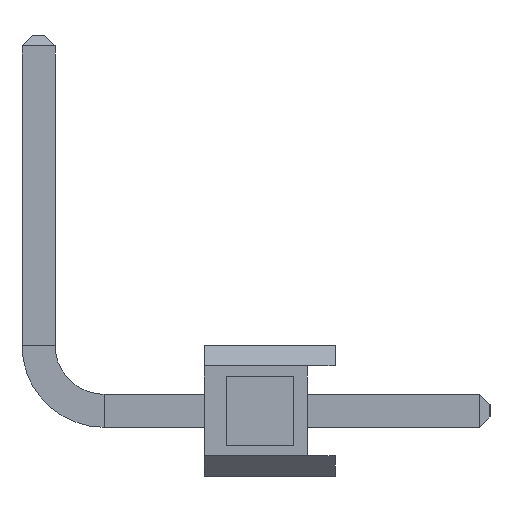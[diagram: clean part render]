
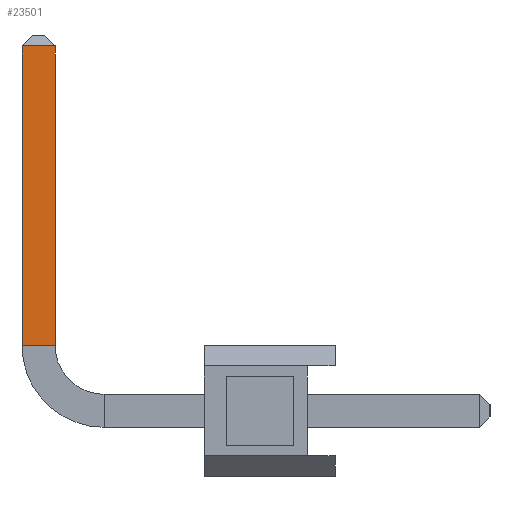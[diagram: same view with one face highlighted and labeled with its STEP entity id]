
A CAD part, left-side view. The second image highlights one B-rep face of the part: STEP entity #23501.
In plain terms, the highlighted planar face has unit normal (-1, 0, 0).
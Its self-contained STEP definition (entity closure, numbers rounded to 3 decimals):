
#1398 = DIRECTION ( 'NONE',  ( -1., 0., 0. ) ) ;
#2283 = VECTOR ( 'NONE', #17488, 1000. ) ;
#2527 = VECTOR ( 'NONE', #15611, 1000. ) ;
#3076 = VECTOR ( 'NONE', #24810, 1000. ) ;
#3495 = PLANE ( 'NONE',  #15444 ) ;
#3597 = CARTESIAN_POINT ( 'NONE',  ( -0.32, 6.07, 7.07 ) ) ;
#4091 = DIRECTION ( 'NONE',  ( 0., -1., 0. ) ) ;
#4448 = CARTESIAN_POINT ( 'NONE',  ( -0.32, 6.07, 7.07 ) ) ;
#4567 = VERTEX_POINT ( 'NONE', #4448 ) ;
#7531 = CARTESIAN_POINT ( 'NONE',  ( -0.32, 6.07, 1.27 ) ) ;
#9288 = ORIENTED_EDGE ( 'NONE', *, *, #30731, .T. ) ;
#9386 = CARTESIAN_POINT ( 'NONE',  ( -0.32, 6.07, 1.27 ) ) ;
#10346 = EDGE_CURVE ( 'NONE', #20850, #11199, #16509, .T. ) ;
#10857 = EDGE_LOOP ( 'NONE', ( #24405, #26019, #15415, #9288 ) ) ;
#11199 = VERTEX_POINT ( 'NONE', #32452 ) ;
#15415 = ORIENTED_EDGE ( 'NONE', *, *, #27418, .F. ) ;
#15444 = AXIS2_PLACEMENT_3D ( 'NONE', #23385, #1398, #4091 ) ;
#15611 = DIRECTION ( 'NONE',  ( 0., 0., 1. ) ) ;
#16509 = LINE ( 'NONE', #29516, #2527 ) ;
#16594 = EDGE_CURVE ( 'NONE', #11199, #4567, #31492, .T. ) ;
#17488 = DIRECTION ( 'NONE',  ( 0., 0., 1. ) ) ;
#19867 = CARTESIAN_POINT ( 'NONE',  ( -0.32, 5.43, 1.27 ) ) ;
#20499 = DIRECTION ( 'NONE',  ( 0., 1., 0. ) ) ;
#20850 = VERTEX_POINT ( 'NONE', #19867 ) ;
#23385 = CARTESIAN_POINT ( 'NONE',  ( -0.32, 6.07, 1.27 ) ) ;
#23501 = ADVANCED_FACE ( 'NONE', ( #29452 ), #3495, .T. ) ;
#24405 = ORIENTED_EDGE ( 'NONE', *, *, #10346, .T. ) ;
#24810 = DIRECTION ( 'NONE',  ( 0., -1., 0. ) ) ;
#26019 = ORIENTED_EDGE ( 'NONE', *, *, #16594, .T. ) ;
#27418 = EDGE_CURVE ( 'NONE', #30571, #4567, #35102, .T. ) ;
#28513 = LINE ( 'NONE', #33224, #3076 ) ;
#29452 = FACE_OUTER_BOUND ( 'NONE', #10857, .T. ) ;
#29516 = CARTESIAN_POINT ( 'NONE',  ( -0.32, 5.43, 1.27 ) ) ;
#29745 = VECTOR ( 'NONE', #20499, 1000. ) ;
#30571 = VERTEX_POINT ( 'NONE', #7531 ) ;
#30731 = EDGE_CURVE ( 'NONE', #30571, #20850, #28513, .T. ) ;
#31492 = LINE ( 'NONE', #3597, #29745 ) ;
#32452 = CARTESIAN_POINT ( 'NONE',  ( -0.32, 5.43, 7.07 ) ) ;
#33224 = CARTESIAN_POINT ( 'NONE',  ( -0.32, 6.07, 1.27 ) ) ;
#35102 = LINE ( 'NONE', #9386, #2283 ) ;
